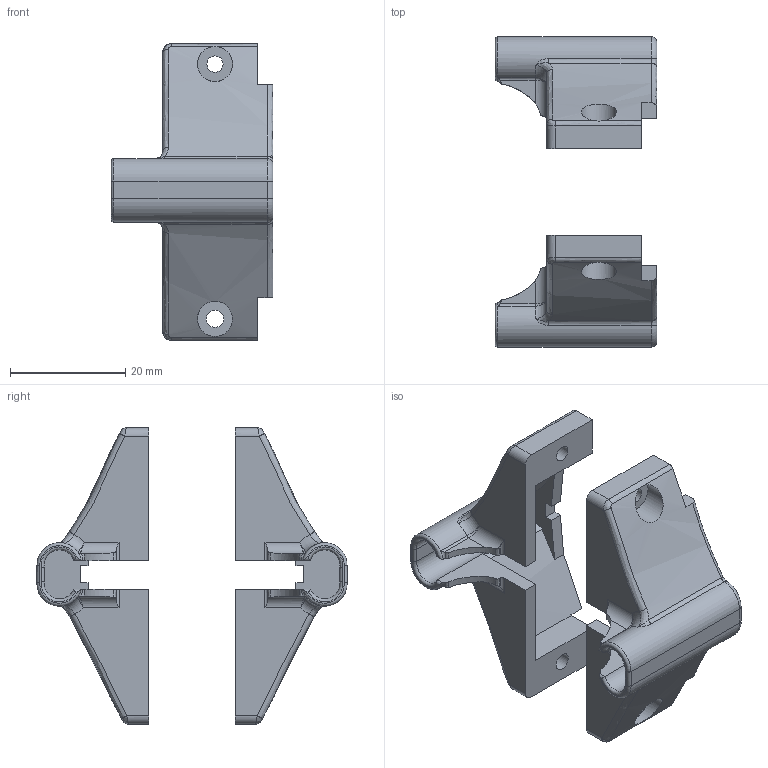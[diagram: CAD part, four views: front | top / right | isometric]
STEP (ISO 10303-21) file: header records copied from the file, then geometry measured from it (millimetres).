
FILE_DESCRIPTION(/* description */ (''),/* implementation_level */ '2;1');
FILE_NAME(/* name */ 'passe_cables_3d.step',/* time_stamp */ '2022-02-09T18:52:27+01:00',/* author */ (''),/* organization */ (''),/* preprocessor_version */ 'ST-DEVELOPER v18.1',/* originating_system */ 'Autodesk Translation Framework v10.13.0.1454',/* authorisation */ '');
FILE_SCHEMA (('AUTOMOTIVE_DESIGN { 1 0 10303 214 3 1 1 }'));
Length unit declared in the file: millimetre
Products named in the file (3): Untitled; droite; gauche
Assembly tree (2 placements, depth 2):
  Untitled
    droite
    gauche
Bounding box: 28.11 x 53.85 x 51.46 mm (x, y, z)
Volume: 8517.3 mm3; surface area: 8709.6 mm2
Topology: 2 solids, 2 shells, 196 faces, 522 edges, 324 vertices
Faces by surface type: plane 66, bspline 64, cylinder 46, torus 20
Full cylindrical faces by diameter (mm): 2.8 x2, 3 x2, 6.1 x4
Entity records: 9490 total; most frequent: CARTESIAN_POINT 5163, ORIENTED_EDGE 1028, DIRECTION 670, EDGE_CURVE 514, VERTEX_POINT 324, AXIS2_PLACEMENT_3D 251, B_SPLINE_CURVE_WITH_KNOTS 218, EDGE_LOOP 206
